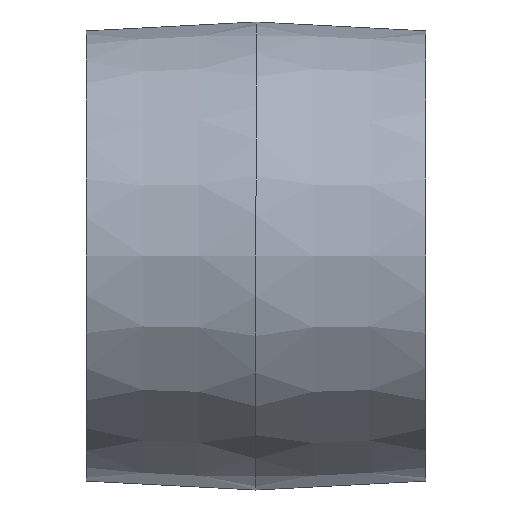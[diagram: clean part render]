
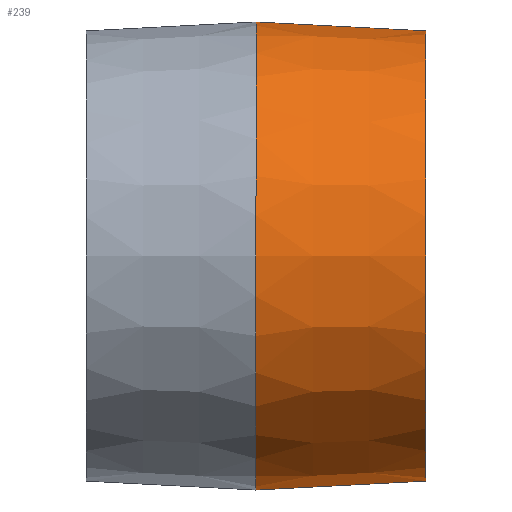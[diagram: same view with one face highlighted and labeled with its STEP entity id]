
A CAD part, front view. The second image highlights one B-rep face of the part: STEP entity #239.
In plain terms, the highlighted conical face has half-angle 3 degrees and reference radius 37.9 mm.
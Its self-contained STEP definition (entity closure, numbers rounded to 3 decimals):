
#16 = ORIENTED_EDGE ( 'NONE', *, *, #78, .T. ) ;
#21 = DIRECTION ( 'NONE',  ( -0.999, 0., -0.052 ) ) ;
#31 = FACE_OUTER_BOUND ( 'NONE', #191, .T. ) ;
#35 = VERTEX_POINT ( 'NONE', #175 ) ;
#37 = ORIENTED_EDGE ( 'NONE', *, *, #130, .F. ) ;
#45 = VERTEX_POINT ( 'NONE', #52 ) ;
#48 = AXIS2_PLACEMENT_3D ( 'NONE', #236, #141, #197 ) ;
#52 = CARTESIAN_POINT ( 'NONE',  ( 28.622, 0., 37.9 ) ) ;
#54 = VECTOR ( 'NONE', #200, 1000. ) ;
#56 = CIRCLE ( 'NONE', #196, 39.4 ) ;
#64 = ORIENTED_EDGE ( 'NONE', *, *, #244, .T. ) ;
#71 = DIRECTION ( 'NONE',  ( -1., 0., 0. ) ) ;
#78 = EDGE_CURVE ( 'NONE', #205, #45, #126, .T. ) ;
#103 = CARTESIAN_POINT ( 'NONE',  ( 0., 0., 0. ) ) ;
#109 = EDGE_CURVE ( 'NONE', #205, #240, #233, .T. ) ;
#121 = CONICAL_SURFACE ( 'NONE', #195, 37.9, 0.052 ) ;
#126 = CIRCLE ( 'NONE', #48, 37.9 ) ;
#130 = EDGE_CURVE ( 'NONE', #240, #35, #56, .T. ) ;
#141 = DIRECTION ( 'NONE',  ( -1., 0., 0. ) ) ;
#148 = CARTESIAN_POINT ( 'NONE',  ( 0., 0., -39.4 ) ) ;
#149 = VECTOR ( 'NONE', #21, 1000. ) ;
#164 = CARTESIAN_POINT ( 'NONE',  ( 28.622, 0., 37.9 ) ) ;
#166 = DIRECTION ( 'NONE',  ( 0., 0., 1. ) ) ;
#175 = CARTESIAN_POINT ( 'NONE',  ( 0., 0., 39.4 ) ) ;
#179 = DIRECTION ( 'NONE',  ( -1., 0., 0. ) ) ;
#181 = CARTESIAN_POINT ( 'NONE',  ( 28.622, 0., 0. ) ) ;
#191 = EDGE_LOOP ( 'NONE', ( #225, #16, #64, #37 ) ) ;
#195 = AXIS2_PLACEMENT_3D ( 'NONE', #181, #71, #166 ) ;
#196 = AXIS2_PLACEMENT_3D ( 'NONE', #103, #179, #237 ) ;
#197 = DIRECTION ( 'NONE',  ( 0., 0., 1. ) ) ;
#200 = DIRECTION ( 'NONE',  ( -0.999, 0., 0.052 ) ) ;
#201 = CARTESIAN_POINT ( 'NONE',  ( 28.622, 0., -37.9 ) ) ;
#205 = VERTEX_POINT ( 'NONE', #201 ) ;
#221 = LINE ( 'NONE', #164, #54 ) ;
#225 = ORIENTED_EDGE ( 'NONE', *, *, #109, .F. ) ;
#233 = LINE ( 'NONE', #249, #149 ) ;
#236 = CARTESIAN_POINT ( 'NONE',  ( 28.622, 0., 0. ) ) ;
#237 = DIRECTION ( 'NONE',  ( 0., 0., 1. ) ) ;
#239 = ADVANCED_FACE ( 'NONE', ( #31 ), #121, .T. ) ;
#240 = VERTEX_POINT ( 'NONE', #148 ) ;
#244 = EDGE_CURVE ( 'NONE', #45, #35, #221, .T. ) ;
#249 = CARTESIAN_POINT ( 'NONE',  ( 28.622, 0., -37.9 ) ) ;
